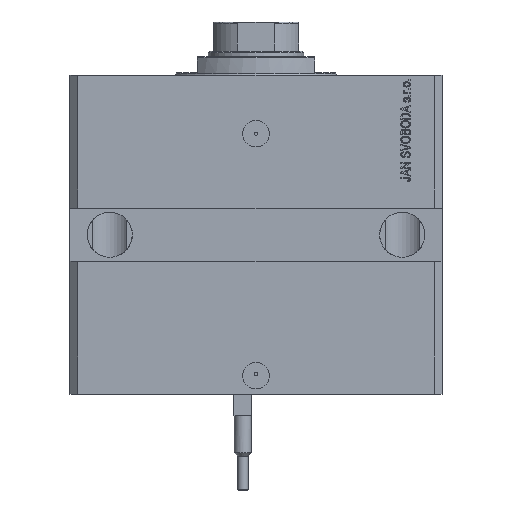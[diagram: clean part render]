
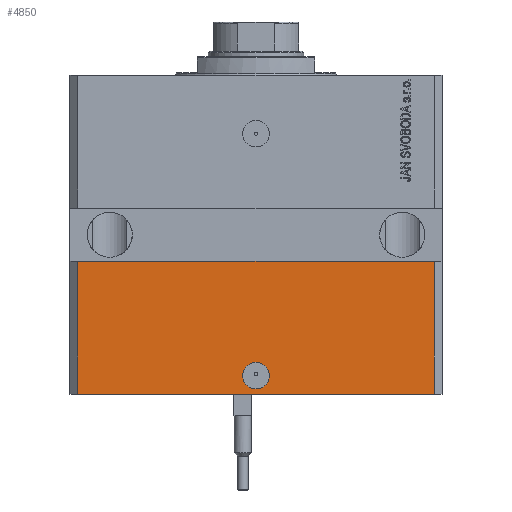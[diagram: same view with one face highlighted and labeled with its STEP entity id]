
A CAD part, front view. The second image highlights one B-rep face of the part: STEP entity #4850.
In plain terms, the highlighted planar face has unit normal (0, -1, 0).
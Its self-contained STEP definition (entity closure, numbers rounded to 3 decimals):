
#248 = VERTEX_POINT ( 'NONE', #38725 ) ;
#870 = CIRCLE ( 'NONE', #19300, 5. ) ;
#1644 = CARTESIAN_POINT ( 'NONE',  ( -67., -55., -120. ) ) ;
#2060 = PLANE ( 'NONE',  #19211 ) ;
#2925 = CIRCLE ( 'NONE', #38114, 5. ) ;
#4850 = ADVANCED_FACE ( 'NONE', ( #44177, #34080 ), #2060, .T. ) ;
#5298 = CARTESIAN_POINT ( 'NONE',  ( -70., -55., -70. ) ) ;
#5418 = DIRECTION ( 'NONE',  ( 1., 0., 0. ) ) ;
#5902 = DIRECTION ( 'NONE',  ( 1., 0., 0. ) ) ;
#5949 = DIRECTION ( 'NONE',  ( 0., -1., 0. ) ) ;
#6078 = ORIENTED_EDGE ( 'NONE', *, *, #13735, .F. ) ;
#6205 = CARTESIAN_POINT ( 'NONE',  ( 0., -55., -113. ) ) ;
#8437 = LINE ( 'NONE', #46532, #18765 ) ;
#12601 = VERTEX_POINT ( 'NONE', #20373 ) ;
#13154 = DIRECTION ( 'NONE',  ( 0., 0., 1. ) ) ;
#13457 = EDGE_CURVE ( 'NONE', #248, #24197, #21178, .T. ) ;
#13570 = DIRECTION ( 'NONE',  ( 0., -1., 0. ) ) ;
#13735 = EDGE_CURVE ( 'NONE', #12601, #45045, #29357, .T. ) ;
#14081 = DIRECTION ( 'NONE',  ( 1., 0., 0. ) ) ;
#15424 = CARTESIAN_POINT ( 'NONE',  ( 5., -55., -113. ) ) ;
#17695 = CARTESIAN_POINT ( 'NONE',  ( 67., -55., -70. ) ) ;
#17884 = VECTOR ( 'NONE', #5418, 1000. ) ;
#18360 = CARTESIAN_POINT ( 'NONE',  ( 67., -55., -120. ) ) ;
#18765 = VECTOR ( 'NONE', #13154, 1000. ) ;
#19211 = AXIS2_PLACEMENT_3D ( 'NONE', #47928, #13570, #14081 ) ;
#19300 = AXIS2_PLACEMENT_3D ( 'NONE', #6205, #5949, #29524 ) ;
#20373 = CARTESIAN_POINT ( 'NONE',  ( -67., -55., -70. ) ) ;
#20879 = ORIENTED_EDGE ( 'NONE', *, *, #43750, .F. ) ;
#21178 = LINE ( 'NONE', #1644, #17884 ) ;
#22453 = ORIENTED_EDGE ( 'NONE', *, *, #22816, .F. ) ;
#22743 = VECTOR ( 'NONE', #41257, 1000. ) ;
#22816 = EDGE_CURVE ( 'NONE', #30046, #35286, #2925, .T. ) ;
#24197 = VERTEX_POINT ( 'NONE', #18360 ) ;
#28712 = CARTESIAN_POINT ( 'NONE',  ( 0., -55., -113. ) ) ;
#28718 = LINE ( 'NONE', #33491, #22743 ) ;
#29357 = LINE ( 'NONE', #5298, #42756 ) ;
#29524 = DIRECTION ( 'NONE',  ( 1., 0., 0. ) ) ;
#30046 = VERTEX_POINT ( 'NONE', #42239 ) ;
#31451 = ORIENTED_EDGE ( 'NONE', *, *, #13457, .T. ) ;
#31872 = ORIENTED_EDGE ( 'NONE', *, *, #39722, .T. ) ;
#32942 = EDGE_CURVE ( 'NONE', #35286, #30046, #870, .T. ) ;
#33491 = CARTESIAN_POINT ( 'NONE',  ( -67., -55., -120. ) ) ;
#34080 = FACE_OUTER_BOUND ( 'NONE', #41758, .T. ) ;
#34723 = ORIENTED_EDGE ( 'NONE', *, *, #32942, .F. ) ;
#35286 = VERTEX_POINT ( 'NONE', #15424 ) ;
#38114 = AXIS2_PLACEMENT_3D ( 'NONE', #28712, #40233, #5902 ) ;
#38725 = CARTESIAN_POINT ( 'NONE',  ( -67., -55., -120. ) ) ;
#39722 = EDGE_CURVE ( 'NONE', #24197, #45045, #8437, .T. ) ;
#40233 = DIRECTION ( 'NONE',  ( 0., -1., 0. ) ) ;
#40364 = DIRECTION ( 'NONE',  ( 1., 0., 0. ) ) ;
#41257 = DIRECTION ( 'NONE',  ( 0., 0., 1. ) ) ;
#41758 = EDGE_LOOP ( 'NONE', ( #6078, #20879, #31451, #31872 ) ) ;
#42239 = CARTESIAN_POINT ( 'NONE',  ( -5., -55., -113. ) ) ;
#42756 = VECTOR ( 'NONE', #40364, 1000. ) ;
#43750 = EDGE_CURVE ( 'NONE', #248, #12601, #28718, .T. ) ;
#44177 = FACE_BOUND ( 'NONE', #49049, .T. ) ;
#45045 = VERTEX_POINT ( 'NONE', #17695 ) ;
#46532 = CARTESIAN_POINT ( 'NONE',  ( 67., -55., -120. ) ) ;
#47928 = CARTESIAN_POINT ( 'NONE',  ( -67., -55., -120. ) ) ;
#49049 = EDGE_LOOP ( 'NONE', ( #34723, #22453 ) ) ;
